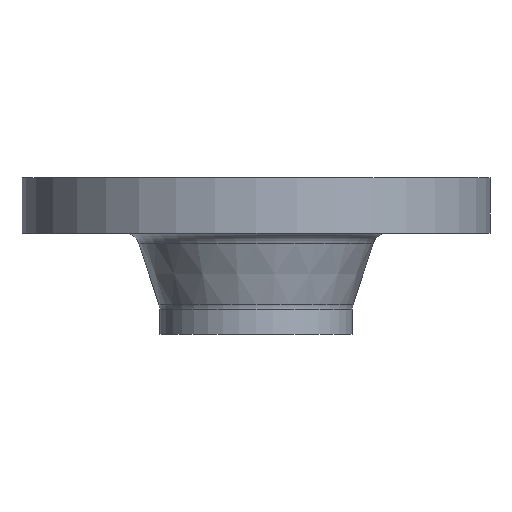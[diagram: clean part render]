
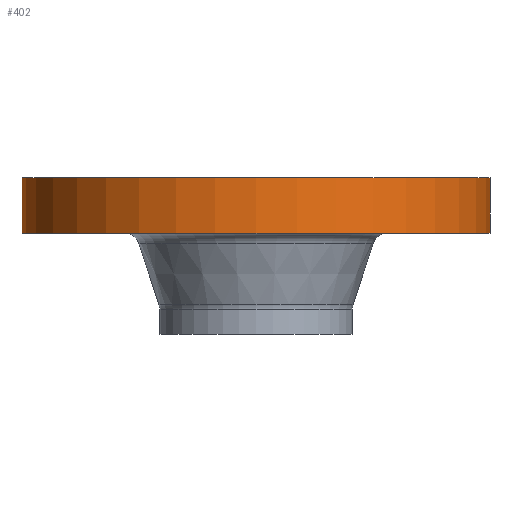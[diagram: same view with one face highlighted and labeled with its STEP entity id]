
A CAD part, front view. The second image highlights one B-rep face of the part: STEP entity #402.
In plain terms, the highlighted cylindrical face has radius 92.5 mm (diameter 185 mm), a partial arc.
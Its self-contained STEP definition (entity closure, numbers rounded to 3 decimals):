
#15 = FACE_OUTER_BOUND ( 'NONE', #98, .T. ) ;
#38 = VERTEX_POINT ( 'NONE', #904 ) ;
#54 = AXIS2_PLACEMENT_3D ( 'NONE', #314, #619, #935 ) ;
#57 = DIRECTION ( 'NONE',  ( 0., 0., 1. ) ) ;
#66 = DIRECTION ( 'NONE',  ( 0., 0., 1. ) ) ;
#83 = LINE ( 'NONE', #368, #727 ) ;
#98 = EDGE_LOOP ( 'NONE', ( #111, #160, #175, #179 ) ) ;
#111 = ORIENTED_EDGE ( 'NONE', *, *, #360, .F. ) ;
#160 = ORIENTED_EDGE ( 'NONE', *, *, #758, .T. ) ;
#175 = ORIENTED_EDGE ( 'NONE', *, *, #399, .T. ) ;
#179 = ORIENTED_EDGE ( 'NONE', *, *, #476, .F. ) ;
#210 = VERTEX_POINT ( 'NONE', #951 ) ;
#223 = DIRECTION ( 'NONE',  ( 1., 0., 0. ) ) ;
#279 = CARTESIAN_POINT ( 'NONE',  ( -92.5, 0., 0. ) ) ;
#292 = CYLINDRICAL_SURFACE ( 'NONE', #429, 92.5 ) ;
#314 = CARTESIAN_POINT ( 'NONE',  ( 0., 0., 0. ) ) ;
#351 = VECTOR ( 'NONE', #57, 1000. ) ;
#354 = DIRECTION ( 'NONE',  ( 1., 0., 0. ) ) ;
#360 = EDGE_CURVE ( 'NONE', #625, #740, #419, .T. ) ;
#368 = CARTESIAN_POINT ( 'NONE',  ( 92.5, 0., -62. ) ) ;
#377 = CIRCLE ( 'NONE', #947, 92.5 ) ;
#399 = EDGE_CURVE ( 'NONE', #38, #210, #83, .T. ) ;
#402 = ADVANCED_FACE ( 'NONE', ( #15 ), #292, .T. ) ;
#419 = LINE ( 'NONE', #715, #351 ) ;
#429 = AXIS2_PLACEMENT_3D ( 'NONE', #594, #908, #223 ) ;
#467 = CIRCLE ( 'NONE', #54, 92.5 ) ;
#476 = EDGE_CURVE ( 'NONE', #740, #210, #467, .T. ) ;
#594 = CARTESIAN_POINT ( 'NONE',  ( 0., 0., -62. ) ) ;
#619 = DIRECTION ( 'NONE',  ( 0., 0., 1. ) ) ;
#625 = VERTEX_POINT ( 'NONE', #634 ) ;
#634 = CARTESIAN_POINT ( 'NONE',  ( -92.5, 0., -22. ) ) ;
#664 = DIRECTION ( 'NONE',  ( 0., 0., 1. ) ) ;
#715 = CARTESIAN_POINT ( 'NONE',  ( -92.5, 0., -62. ) ) ;
#724 = CARTESIAN_POINT ( 'NONE',  ( 0., 0., -22. ) ) ;
#727 = VECTOR ( 'NONE', #664, 1000. ) ;
#740 = VERTEX_POINT ( 'NONE', #279 ) ;
#758 = EDGE_CURVE ( 'NONE', #625, #38, #377, .T. ) ;
#904 = CARTESIAN_POINT ( 'NONE',  ( 92.5, 0., -22. ) ) ;
#908 = DIRECTION ( 'NONE',  ( 0., 0., 1. ) ) ;
#935 = DIRECTION ( 'NONE',  ( 1., 0., 0. ) ) ;
#947 = AXIS2_PLACEMENT_3D ( 'NONE', #724, #66, #354 ) ;
#951 = CARTESIAN_POINT ( 'NONE',  ( 92.5, 0., 0. ) ) ;
